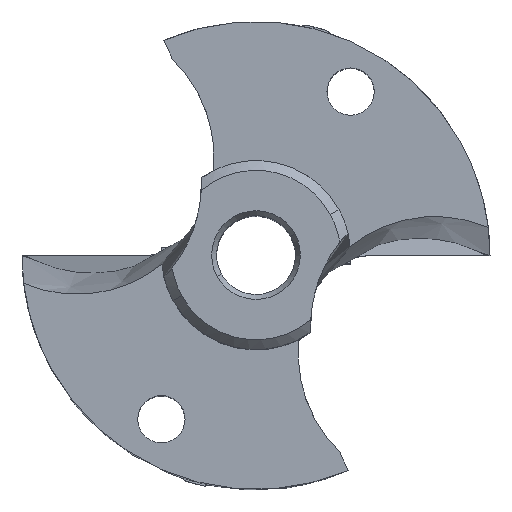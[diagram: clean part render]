
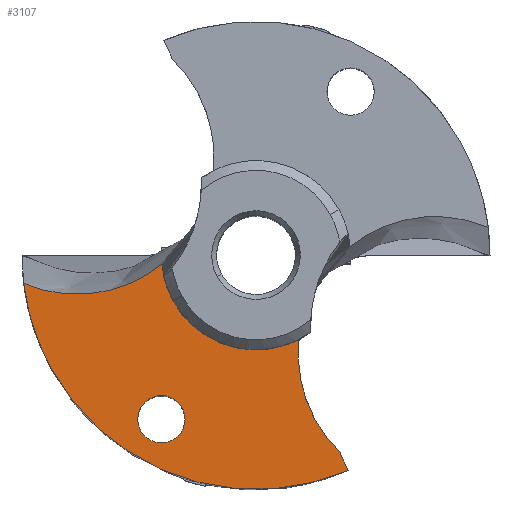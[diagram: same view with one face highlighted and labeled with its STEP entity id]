
A CAD part, top view. The second image highlights one B-rep face of the part: STEP entity #3107.
In plain terms, the highlighted planar face has unit normal (0, 0, 1).
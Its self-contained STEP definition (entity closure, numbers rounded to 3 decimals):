
#281=AXIS2_PLACEMENT_3D('Circle Axis2P3D',#279,#280,$) ;
#830=AXIS2_PLACEMENT_3D('Circle Axis2P3D',#828,#829,$) ;
#849=AXIS2_PLACEMENT_3D('Circle Axis2P3D',#847,#848,$) ;
#1304=AXIS2_PLACEMENT_3D('Circle Axis2P3D',#1302,#1303,$) ;
#1764=AXIS2_PLACEMENT_3D('Plane Axis2P3D',#1761,#1762,#1763) ;
#2926=AXIS2_PLACEMENT_3D('Circle Axis2P3D',#2924,#2925,$) ;
#3091=AXIS2_PLACEMENT_3D('Circle Axis2P3D',#3089,#3090,$) ;
#276=CARTESIAN_POINT('Vertex',(-20.843,-11.386,0.)) ;
#279=CARTESIAN_POINT('Axis2P3D Location',(0.,0.,0.)) ;
#283=CARTESIAN_POINT('Vertex',(-23.581,-2.827,0.)) ;
#455=CARTESIAN_POINT('Vertex',(8.476,-19.908,0.)) ;
#459=CARTESIAN_POINT('Control Point',(8.476,-19.908,0.)) ;
#460=CARTESIAN_POINT('Control Point',(8.655,-20.291,0.)) ;
#461=CARTESIAN_POINT('Control Point',(8.834,-20.674,0.)) ;
#462=CARTESIAN_POINT('Control Point',(9.012,-21.057,0.)) ;
#463=CARTESIAN_POINT('Control Point',(9.191,-21.441,0.)) ;
#464=CARTESIAN_POINT('Control Point',(9.37,-21.824,0.)) ;
#465=CARTESIAN_POINT('Vertex',(9.37,-21.824,0.)) ;
#620=CARTESIAN_POINT('Control Point',(-23.581,-2.827,0.)) ;
#621=CARTESIAN_POINT('Control Point',(-20.97,-3.959,0.)) ;
#622=CARTESIAN_POINT('Control Point',(-17.934,-4.468,0.)) ;
#623=CARTESIAN_POINT('Control Point',(-14.724,-4.051,0.)) ;
#624=CARTESIAN_POINT('Control Point',(-11.866,-2.765,0.)) ;
#625=CARTESIAN_POINT('Control Point',(-9.556,-0.92,0.)) ;
#626=CARTESIAN_POINT('Vertex',(-9.556,-0.92,0.)) ;
#825=CARTESIAN_POINT('Vertex',(-9.6,-14.228,0.)) ;
#828=CARTESIAN_POINT('Axis2P3D Location',(-9.6,-16.628,0.)) ;
#832=CARTESIAN_POINT('Vertex',(-9.6,-19.028,0.)) ;
#847=CARTESIAN_POINT('Axis2P3D Location',(-9.6,-16.628,0.)) ;
#961=CARTESIAN_POINT('Vertex',(4.369,-8.548,0.)) ;
#965=CARTESIAN_POINT('Control Point',(8.476,-19.908,0.)) ;
#966=CARTESIAN_POINT('Control Point',(6.716,-18.21,0.)) ;
#967=CARTESIAN_POINT('Control Point',(5.284,-16.066,0.)) ;
#968=CARTESIAN_POINT('Control Point',(4.386,-13.577,0.)) ;
#969=CARTESIAN_POINT('Control Point',(4.109,-11.006,0.)) ;
#970=CARTESIAN_POINT('Control Point',(4.369,-8.548,0.)) ;
#1299=CARTESIAN_POINT('Vertex',(-8.425,-4.602,0.)) ;
#1302=CARTESIAN_POINT('Axis2P3D Location',(0.,0.,0.)) ;
#1761=CARTESIAN_POINT('Axis2P3D Location',(23.75,0.,0.)) ;
#2924=CARTESIAN_POINT('Axis2P3D Location',(0.,0.,0.)) ;
#3089=CARTESIAN_POINT('Axis2P3D Location',(0.,0.,0.)) ;
#280=DIRECTION('Axis2P3D Direction',(0.,0.,1.)) ;
#829=DIRECTION('Axis2P3D Direction',(-0.,0.,-1.)) ;
#848=DIRECTION('Axis2P3D Direction',(-0.,0.,-1.)) ;
#1303=DIRECTION('Axis2P3D Direction',(0.,0.,1.)) ;
#1762=DIRECTION('Axis2P3D Direction',(0.,0.,1.)) ;
#1763=DIRECTION('Axis2P3D XDirection',(1.,0.,0.)) ;
#2925=DIRECTION('Axis2P3D Direction',(0.,0.,1.)) ;
#3090=DIRECTION('Axis2P3D Direction',(0.,0.,1.)) ;
#3095=ORIENTED_EDGE('',*,*,#971,.T.) ;
#3096=ORIENTED_EDGE('',*,*,#1306,.F.) ;
#3097=ORIENTED_EDGE('',*,*,#2928,.F.) ;
#3098=ORIENTED_EDGE('',*,*,#628,.F.) ;
#3099=ORIENTED_EDGE('',*,*,#285,.T.) ;
#3100=ORIENTED_EDGE('',*,*,#3093,.T.) ;
#3101=ORIENTED_EDGE('',*,*,#467,.F.) ;
#3104=ORIENTED_EDGE('',*,*,#834,.T.) ;
#3105=ORIENTED_EDGE('',*,*,#851,.T.) ;
#3106=FACE_BOUND('',#3103,.T.) ;
#3107=ADVANCED_FACE('NOCUT',(#3102,#3106),#1765,.T.) ;
#458=B_SPLINE_CURVE_WITH_KNOTS('',5,(#459,#460,#461,#462,#463,#464),.UNSPECIFIED.,.F.,.U.,(6,6),(1.814,3.927),.UNSPECIFIED.) ;
#619=B_SPLINE_CURVE_WITH_KNOTS('',5,(#620,#621,#622,#623,#624,#625),.UNSPECIFIED.,.F.,.U.,(6,6),(0.272,21.218),.UNSPECIFIED.) ;
#964=B_SPLINE_CURVE_WITH_KNOTS('',5,(#965,#966,#967,#968,#969,#970),.UNSPECIFIED.,.F.,.U.,(6,6),(4.93,22.444),.UNSPECIFIED.) ;
#282=CIRCLE('generated circle',#281,23.75) ;
#831=CIRCLE('generated circle',#830,2.4) ;
#850=CIRCLE('generated circle',#849,2.4) ;
#1305=CIRCLE('generated circle',#1304,9.6) ;
#2927=CIRCLE('generated circle',#2926,9.6) ;
#3092=CIRCLE('generated circle',#3091,23.75) ;
#285=EDGE_CURVE('',#284,#277,#282,.T.) ;
#467=EDGE_CURVE('',#456,#466,#458,.T.) ;
#628=EDGE_CURVE('',#284,#627,#619,.T.) ;
#834=EDGE_CURVE('',#833,#826,#831,.T.) ;
#851=EDGE_CURVE('',#826,#833,#850,.T.) ;
#971=EDGE_CURVE('',#456,#962,#964,.T.) ;
#1306=EDGE_CURVE('',#1300,#962,#1305,.T.) ;
#2928=EDGE_CURVE('',#627,#1300,#2927,.T.) ;
#3093=EDGE_CURVE('',#277,#466,#3092,.T.) ;
#3094=EDGE_LOOP('',(#3095,#3096,#3097,#3098,#3099,#3100,#3101)) ;
#3103=EDGE_LOOP('',(#3104,#3105)) ;
#3102=FACE_OUTER_BOUND('',#3094,.T.) ;
#1765=PLANE('',#1764) ;
#277=VERTEX_POINT('',#276) ;
#284=VERTEX_POINT('',#283) ;
#456=VERTEX_POINT('',#455) ;
#466=VERTEX_POINT('',#465) ;
#627=VERTEX_POINT('',#626) ;
#826=VERTEX_POINT('',#825) ;
#833=VERTEX_POINT('',#832) ;
#962=VERTEX_POINT('',#961) ;
#1300=VERTEX_POINT('',#1299) ;
